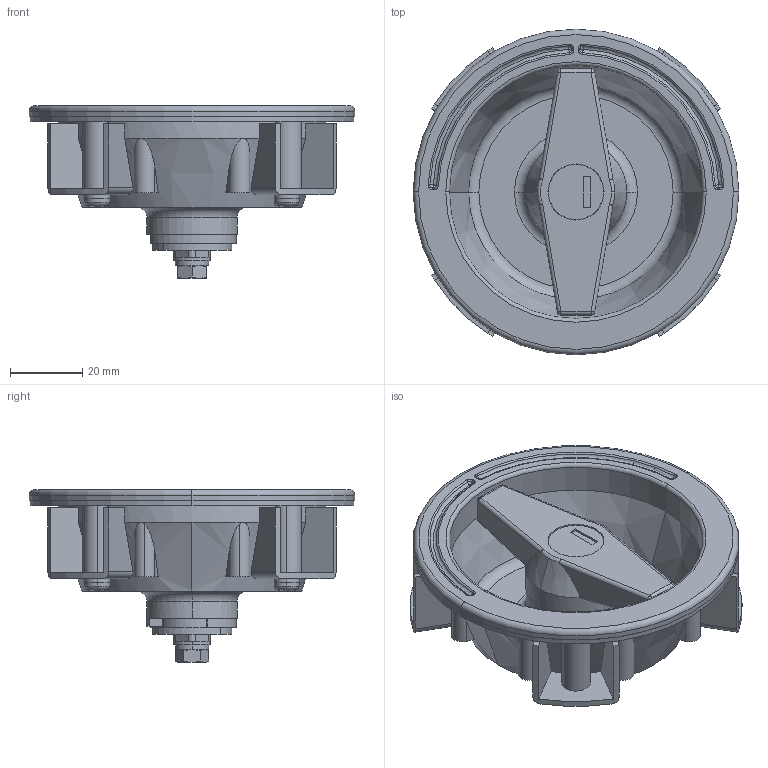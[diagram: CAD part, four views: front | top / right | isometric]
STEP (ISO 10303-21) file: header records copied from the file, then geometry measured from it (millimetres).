
FILE_DESCRIPTION (( 'STEP AP203' ), '1' );
FILE_NAME ('A-57-1-TAK60.STEP', '2018-09-07T04:52:26', ( '' ), ( '' ), 'SwSTEP 2.0', 'SolidWorks 2014', '' );
FILE_SCHEMA (( 'CONFIG_CONTROL_DESIGN' ));
Length unit declared in the file: millimetre
Products named in the file (10): A-57-1僴儞僪儖働乕僗_; A-57-1ワッシャー_; A-57-1僗僩僢僷乕僇儉_; A-57-1_十字穴付小ねじ_内径基準ver1.02_M4×8十字穴付なべ小ねじ; A-57-1ハンドル_; A-57-1-TAK60; A-57-1取付けプレート_; A-57-1_六角ボルト_内径基準ver1.03_M5×12十字穴付六角ボルト; A-57-1防水パッキン_; ダミーローター__#TAK60-4-2_
Assembly tree (15 placements, depth 2):
  A-57-1-TAK60
    A-57-1僴儞僪儖働乕僗_
    A-57-1ハンドル_
    A-57-1防水パッキン_
    A-57-1僗僩僢僷乕僇儉_
    A-57-1取付けプレート_  x4
    ダミーローター__#TAK60-4-2_
    A-57-1_十字穴付小ねじ_内径基準ver1.02_M4×8十字穴付なべ小ねじ  x4
    A-57-1_六角ボルト_内径基準ver1.03_M5×12十字穴付六角ボルト
    A-57-1ワッシャー_
Bounding box: 90 x 90 x 47.7 mm (x, y, z)
Volume: 57061.8 mm3; surface area: 48758.1 mm2
Topology: 15 solids, 15 shells, 626 faces, 1585 edges, 988 vertices
Faces by surface type: plane 277, cylinder 229, cone 49, torus 31, bspline 20, sphere 20
Entity records: 15686 total; most frequent: CARTESIAN_POINT 4047, DIRECTION 2234, ORIENTED_EDGE 2164, EDGE_CURVE 1082, AXIS2_PLACEMENT_3D 876, VERTEX_POINT 681, EDGE_LOOP 485, LINE 482
